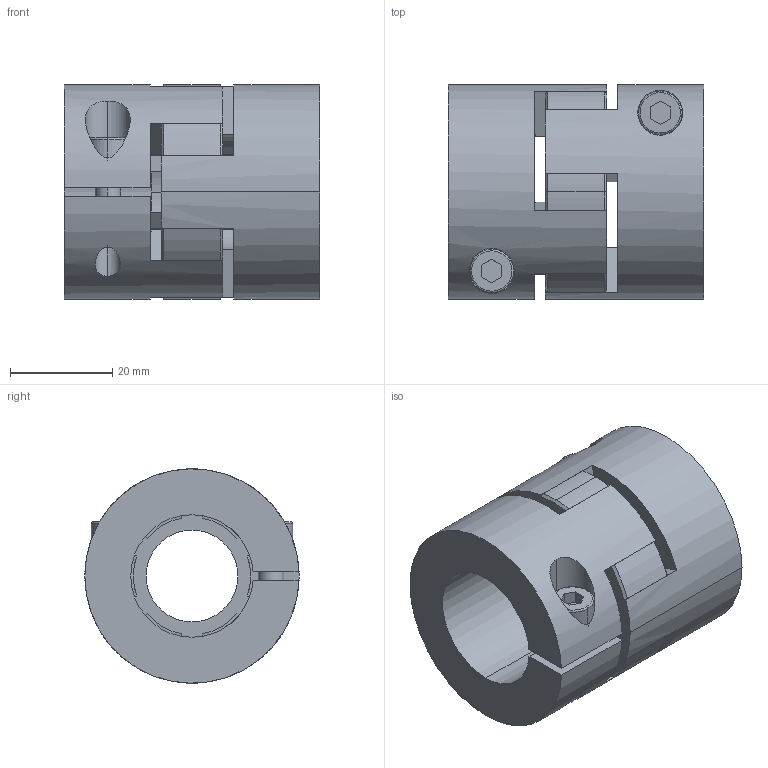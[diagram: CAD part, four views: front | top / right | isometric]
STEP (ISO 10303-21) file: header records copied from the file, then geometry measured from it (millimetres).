
FILE_DESCRIPTION(('STEP AP214'),'1');
FILE_NAME('cctmp_4D9A87F1-9EBC-4CFF-9A90-2562A921343E_2023_06_12_13_21_23_0171..stp','2023-06-12T11:21:23',('R+W Antriebselemente GmbH'),('CADClick - www.CADClick.com'),'Spatial InterOp 3D',' ','unknown authorization');
FILE_SCHEMA(('AUTOMOTIVE_DESIGN'));
Length unit declared in the file: millimetre
Products named in the file (4): cc_unnamed; EKL/20/50/A/24/20_2; EKL/20/50/A/24/20_1; EKL/20/50/A/24/20
Assembly tree (3 placements, depth 2):
  cc_unnamed
    EKL/20/50/A/24/20_2
    EKL/20/50/A/24/20_1
    EKL/20/50/A/24/20
Bounding box: 50 x 42 x 42 mm (x, y, z)
Volume: 47407.2 mm3; surface area: 20052.8 mm2
Topology: 3 solids, 3 shells, 142 faces, 370 edges, 244 vertices
Faces by surface type: plane 68, cylinder 54, cone 16, torus 4
Entity records: 5909 total; most frequent: CARTESIAN_POINT 1036, DIRECTION 796, ORIENTED_EDGE 740, EDGE_CURVE 370, AXIS2_PLACEMENT_3D 288, VERTEX_POINT 244, LINE 220, VECTOR 220
